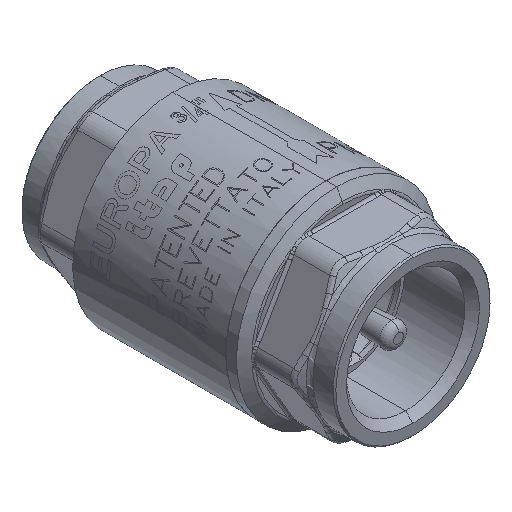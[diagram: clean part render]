
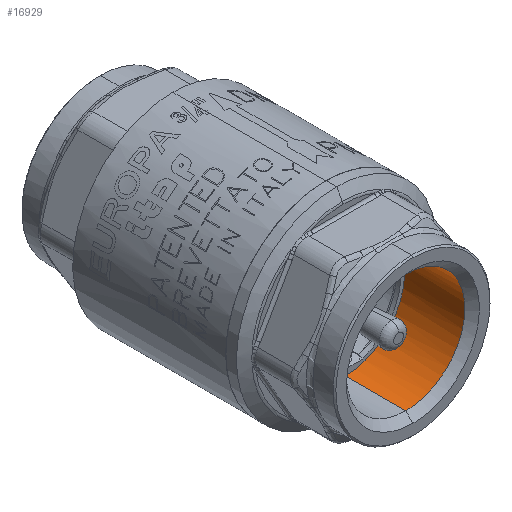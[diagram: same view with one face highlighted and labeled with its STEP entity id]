
A CAD part, isometric view. The second image highlights one B-rep face of the part: STEP entity #16929.
In plain terms, the highlighted cylindrical face has radius 12.25 mm (diameter 24.5 mm), a partial arc.
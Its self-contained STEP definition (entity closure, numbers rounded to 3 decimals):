
#616 = CARTESIAN_POINT ( 'NONE',  ( 12.25, -50.983, -0.804 ) ) ;
#878 = CARTESIAN_POINT ( 'NONE',  ( 0., -55.149, 12.25 ) ) ;
#948 = CARTESIAN_POINT ( 'NONE',  ( 11.931, -63.483, 3.206 ) ) ;
#951 = B_SPLINE_CURVE_WITH_KNOTS ( 'NONE', 3,
 ( #21640, #878, #21741, #19826 ),
 .UNSPECIFIED., .F., .F.,
 ( 4, 4 ),
 ( 0., 1. ),
 .UNSPECIFIED. ) ;
#1065 = CARTESIAN_POINT ( 'NONE',  ( 0., -50.983, -12.25 ) ) ;
#1174 = VERTEX_POINT ( 'NONE', #22334 ) ;
#2079 = FACE_OUTER_BOUND ( 'NONE', #7455, .T. ) ;
#2680 = CARTESIAN_POINT ( 'NONE',  ( 0., -50.983, -12.25 ) ) ;
#2762 = CARTESIAN_POINT ( 'NONE',  ( 12.25, -50.983, 0.804 ) ) ;
#2939 = CARTESIAN_POINT ( 'NONE',  ( 0.804, -50.983, -12.25 ) ) ;
#2976 = CARTESIAN_POINT ( 'NONE',  ( 3.206, -63.483, -11.931 ) ) ;
#3071 = CARTESIAN_POINT ( 'NONE',  ( 9.796, -63.483, -7.528 ) ) ;
#3121 = CARTESIAN_POINT ( 'NONE',  ( 0., -63.483, 12.25 ) ) ;
#3289 = CARTESIAN_POINT ( 'NONE',  ( 3.179, -50.983, 11.858 ) ) ;
#3373 = CARTESIAN_POINT ( 'NONE',  ( 5.431, -50.983, 11.01 ) ) ;
#4765 = CARTESIAN_POINT ( 'NONE',  ( 3.945, -50.983, -11.625 ) ) ;
#4850 = CARTESIAN_POINT ( 'NONE',  ( 11.625, -50.983, -3.945 ) ) ;
#4942 = CARTESIAN_POINT ( 'NONE',  ( 5.431, -50.983, -11.01 ) ) ;
#5127 = CARTESIAN_POINT ( 'NONE',  ( 3.178, -50.983, -11.858 ) ) ;
#5165 = CARTESIAN_POINT ( 'NONE',  ( 1.604, -63.483, -12.25 ) ) ;
#5344 = CARTESIAN_POINT ( 'NONE',  ( 3.206, -63.483, 11.931 ) ) ;
#5394 = CARTESIAN_POINT ( 'NONE',  ( 6.137, -50.983, 10.632 ) ) ;
#5612 = EDGE_CURVE ( 'NONE', #1174, #15772, #951, .T. ) ;
#6462 = CARTESIAN_POINT ( 'NONE',  ( 0., -50.983, -12.25 ) ) ;
#6839 = CARTESIAN_POINT ( 'NONE',  ( 11.858, -50.983, -3.178 ) ) ;
#7184 = CARTESIAN_POINT ( 'NONE',  ( 0., -59.316, -12.25 ) ) ;
#7213 = ORIENTED_EDGE ( 'NONE', *, *, #13258, .F. ) ;
#7356 = CARTESIAN_POINT ( 'NONE',  ( 0., -63.483, -12.25 ) ) ;
#7455 = EDGE_LOOP ( 'NONE', ( #19332, #7213, #10201, #21320 ) ) ;
#7508 = CARTESIAN_POINT ( 'NONE',  ( 6.169, -63.483, -10.704 ) ) ;
#7658 = B_SPLINE_CURVE_WITH_KNOTS ( 'NONE', 3,
 ( #7356, #7184, #25801, #1065 ),
 .UNSPECIFIED., .F., .F.,
 ( 4, 4 ),
 ( 0., 1. ),
 .UNSPECIFIED. ) ;
#9048 = CARTESIAN_POINT ( 'NONE',  ( 0., -67.419, 0. ) ) ;
#9082 = CARTESIAN_POINT ( 'NONE',  ( 11.625, -50.983, 3.945 ) ) ;
#9175 = CARTESIAN_POINT ( 'NONE',  ( 9.739, -50.983, 7.474 ) ) ;
#9365 = CARTESIAN_POINT ( 'NONE',  ( 7.474, -50.983, 9.739 ) ) ;
#9545 = CARTESIAN_POINT ( 'NONE',  ( 9.231, -50.983, 8.094 ) ) ;
#10106 = B_SPLINE_CURVE_WITH_KNOTS ( 'NONE', 3,
 ( #2680, #2939, #13198, #5127, #4765, #4942, #23797, #13292, #11020, #21763, #19580, #19484, #19296, #4850, #6839, #23700, #616, #2762, #17288, #21489, #9082, #11198, #21667, #9175, #9545, #17826, #9365, #5394, #3373, #17994, #3289, #11726, #21934, #22031 ),
 .UNSPECIFIED., .F., .F.,
 ( 4, 2, 2, 2, 2, 2, 2, 2, 2, 2, 2, 2, 2, 2, 2, 2, 4 ),
 ( 0., 0.063, 0.125, 0.188, 0.25, 0.313, 0.375, 0.438, 0.5, 0.563, 0.625, 0.688, 0.75, 0.813, 0.875, 0.938, 1. ),
 .UNSPECIFIED. ) ;
#10201 = ORIENTED_EDGE ( 'NONE', *, *, #5612, .F. ) ;
#11020 = CARTESIAN_POINT ( 'NONE',  ( 8.094, -50.983, -9.231 ) ) ;
#11198 = CARTESIAN_POINT ( 'NONE',  ( 11.01, -50.983, 5.431 ) ) ;
#11260 = DIRECTION ( 'NONE',  ( 0., -1., 0. ) ) ;
#11726 = CARTESIAN_POINT ( 'NONE',  ( 1.601, -50.983, 12.172 ) ) ;
#13198 = CARTESIAN_POINT ( 'NONE',  ( 1.601, -50.983, -12.171 ) ) ;
#13258 = EDGE_CURVE ( 'NONE', #15772, #23495, #24556, .T. ) ;
#13292 = CARTESIAN_POINT ( 'NONE',  ( 7.474, -50.983, -9.739 ) ) ;
#13431 = CARTESIAN_POINT ( 'NONE',  ( 9.796, -63.483, 7.528 ) ) ;
#13770 = CARTESIAN_POINT ( 'NONE',  ( 7.528, -63.483, 9.796 ) ) ;
#13777 = CYLINDRICAL_SURFACE ( 'NONE', #17508, 12.25 ) ;
#15416 = CARTESIAN_POINT ( 'NONE',  ( 11.931, -63.483, -3.206 ) ) ;
#15505 = CARTESIAN_POINT ( 'NONE',  ( 10.704, -63.483, -6.169 ) ) ;
#15769 = CARTESIAN_POINT ( 'NONE',  ( 0., -63.483, -12.25 ) ) ;
#15772 = VERTEX_POINT ( 'NONE', #3121 ) ;
#16929 = ADVANCED_FACE ( 'NONE', ( #2079 ), #13777, .F. ) ;
#17288 = CARTESIAN_POINT ( 'NONE',  ( 12.171, -50.983, 1.601 ) ) ;
#17508 = AXIS2_PLACEMENT_3D ( 'NONE', #9048, #11260, #17533 ) ;
#17514 = CARTESIAN_POINT ( 'NONE',  ( 12.25, -63.483, 1.604 ) ) ;
#17533 = DIRECTION ( 'NONE',  ( 0., 0., 1. ) ) ;
#17601 = CARTESIAN_POINT ( 'NONE',  ( 7.528, -63.483, -9.796 ) ) ;
#17776 = CARTESIAN_POINT ( 'NONE',  ( 12.25, -63.483, -1.604 ) ) ;
#17826 = CARTESIAN_POINT ( 'NONE',  ( 8.094, -50.983, 9.231 ) ) ;
#17994 = CARTESIAN_POINT ( 'NONE',  ( 3.945, -50.983, 11.625 ) ) ;
#19296 = CARTESIAN_POINT ( 'NONE',  ( 11.01, -50.983, -5.431 ) ) ;
#19332 = ORIENTED_EDGE ( 'NONE', *, *, #22794, .F. ) ;
#19484 = CARTESIAN_POINT ( 'NONE',  ( 10.632, -50.983, -6.137 ) ) ;
#19580 = CARTESIAN_POINT ( 'NONE',  ( 9.739, -50.983, -7.474 ) ) ;
#19711 = CARTESIAN_POINT ( 'NONE',  ( 6.169, -63.483, 10.704 ) ) ;
#19826 = CARTESIAN_POINT ( 'NONE',  ( 0., -63.483, 12.25 ) ) ;
#19888 = CARTESIAN_POINT ( 'NONE',  ( 10.704, -63.483, 6.169 ) ) ;
#19976 = CARTESIAN_POINT ( 'NONE',  ( 1.604, -63.483, 12.25 ) ) ;
#21320 = ORIENTED_EDGE ( 'NONE', *, *, #23516, .F. ) ;
#21489 = CARTESIAN_POINT ( 'NONE',  ( 11.858, -50.983, 3.178 ) ) ;
#21640 = CARTESIAN_POINT ( 'NONE',  ( 0., -50.983, 12.25 ) ) ;
#21667 = CARTESIAN_POINT ( 'NONE',  ( 10.632, -50.983, 6.137 ) ) ;
#21741 = CARTESIAN_POINT ( 'NONE',  ( 0., -59.316, 12.25 ) ) ;
#21763 = CARTESIAN_POINT ( 'NONE',  ( 9.231, -50.983, -8.094 ) ) ;
#21934 = CARTESIAN_POINT ( 'NONE',  ( 0.805, -50.983, 12.25 ) ) ;
#22031 = CARTESIAN_POINT ( 'NONE',  ( 0., -50.983, 12.25 ) ) ;
#22334 = CARTESIAN_POINT ( 'NONE',  ( 0., -50.983, 12.25 ) ) ;
#22794 = EDGE_CURVE ( 'NONE', #23495, #24853, #7658, .T. ) ;
#23495 = VERTEX_POINT ( 'NONE', #25634 ) ;
#23516 = EDGE_CURVE ( 'NONE', #24853, #1174, #10106, .T. ) ;
#23700 = CARTESIAN_POINT ( 'NONE',  ( 12.172, -50.983, -1.601 ) ) ;
#23797 = CARTESIAN_POINT ( 'NONE',  ( 6.137, -50.983, -10.632 ) ) ;
#23837 = CARTESIAN_POINT ( 'NONE',  ( 0., -63.483, 12.25 ) ) ;
#24556 = B_SPLINE_CURVE_WITH_KNOTS ( 'NONE', 3,
 ( #23837, #19976, #5344, #19711, #13770, #13431, #19888, #948, #17514, #17776, #15416, #15505, #3071, #17601, #7508, #2976, #5165, #15769 ),
 .UNSPECIFIED., .F., .F.,
 ( 4, 2, 2, 2, 2, 2, 2, 2, 4 ),
 ( 0., 0.125, 0.25, 0.375, 0.5, 0.625, 0.75, 0.875, 1. ),
 .UNSPECIFIED. ) ;
#24853 = VERTEX_POINT ( 'NONE', #6462 ) ;
#25634 = CARTESIAN_POINT ( 'NONE',  ( 0., -63.483, -12.25 ) ) ;
#25801 = CARTESIAN_POINT ( 'NONE',  ( 0., -55.149, -12.25 ) ) ;
